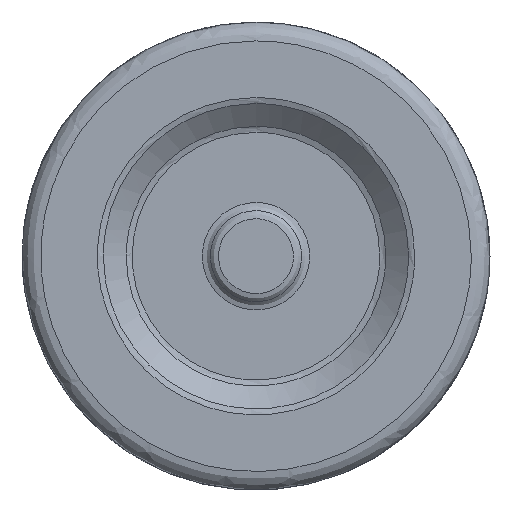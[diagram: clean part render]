
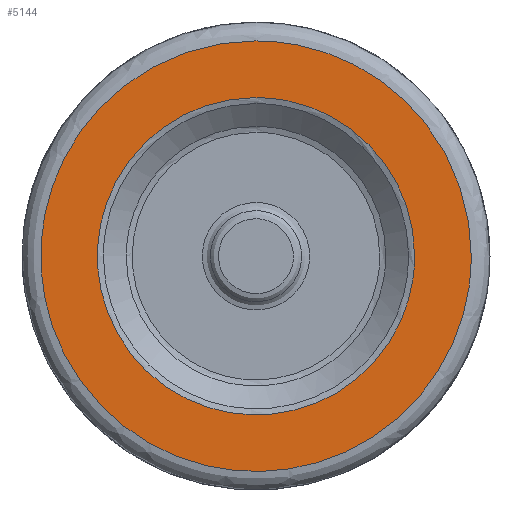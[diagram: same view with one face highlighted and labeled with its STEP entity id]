
A CAD part, front view. The second image highlights one B-rep face of the part: STEP entity #5144.
In plain terms, the highlighted free-form (B-spline) face has degree [1, 1] with [2, 2] control points.
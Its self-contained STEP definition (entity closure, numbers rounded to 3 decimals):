
#5087 = EDGE_CURVE('',#5088,#5090,#5092,.T.);
#5088 = VERTEX_POINT('',#5089);
#5089 = CARTESIAN_POINT('',(23.,0.,0.));
#5090 = VERTEX_POINT('',#5091);
#5091 = CARTESIAN_POINT('',(0.,0.,23.));
#5092 = ( BOUNDED_CURVE() B_SPLINE_CURVE(2,(#5093,#5094,#5095),
.UNSPECIFIED.,.F.,.F.) B_SPLINE_CURVE_WITH_KNOTS((3,3),(0.,
1.571),.PIECEWISE_BEZIER_KNOTS.) CURVE() 
GEOMETRIC_REPRESENTATION_ITEM() RATIONAL_B_SPLINE_CURVE((1.,
0.707,1.)) REPRESENTATION_ITEM('') );
#5093 = CARTESIAN_POINT('',(23.,0.,0.));
#5094 = CARTESIAN_POINT('',(23.,0.,23.));
#5095 = CARTESIAN_POINT('',(0.,0.,23.));
#5097 = EDGE_CURVE('',#5090,#5088,#5098,.T.);
#5098 = ( BOUNDED_CURVE() B_SPLINE_CURVE(2,(#5099,#5100,#5101,#5102,
#5103,#5104,#5105),.UNSPECIFIED.,.F.,.F.) B_SPLINE_CURVE_WITH_KNOTS((3,2
    ,2,3),(1.571,3.142,4.712,6.283),
.UNSPECIFIED.) CURVE() GEOMETRIC_REPRESENTATION_ITEM() 
RATIONAL_B_SPLINE_CURVE((1.,0.707,1.,0.707,1.,
0.707,1.)) REPRESENTATION_ITEM('') );
#5099 = CARTESIAN_POINT('',(0.,0.,23.));
#5100 = CARTESIAN_POINT('',(-23.,0.,23.));
#5101 = CARTESIAN_POINT('',(-23.,0.,0.));
#5102 = CARTESIAN_POINT('',(-23.,0.,-23.));
#5103 = CARTESIAN_POINT('',(0.,0.,-23.));
#5104 = CARTESIAN_POINT('',(23.,0.,-23.));
#5105 = CARTESIAN_POINT('',(23.,0.,0.));
#5144 = ADVANCED_FACE('',(#5145,#5149),#5171,.T.);
#5145 = FACE_BOUND('',#5146,.T.);
#5146 = EDGE_LOOP('',(#5147,#5148));
#5147 = ORIENTED_EDGE('',*,*,#5087,.T.);
#5148 = ORIENTED_EDGE('',*,*,#5097,.T.);
#5149 = FACE_BOUND('',#5150,.T.);
#5150 = EDGE_LOOP('',(#5151,#5161));
#5151 = ORIENTED_EDGE('',*,*,#5152,.F.);
#5152 = EDGE_CURVE('',#5153,#5155,#5157,.T.);
#5153 = VERTEX_POINT('',#5154);
#5154 = CARTESIAN_POINT('',(16.948,0.,0.));
#5155 = VERTEX_POINT('',#5156);
#5156 = CARTESIAN_POINT('',(0.,0.,16.948));
#5157 = ( BOUNDED_CURVE() B_SPLINE_CURVE(2,(#5158,#5159,#5160),
.UNSPECIFIED.,.F.,.F.) B_SPLINE_CURVE_WITH_KNOTS((3,3),(0.,
1.571),.PIECEWISE_BEZIER_KNOTS.) CURVE() 
GEOMETRIC_REPRESENTATION_ITEM() RATIONAL_B_SPLINE_CURVE((1.,
0.707,1.)) REPRESENTATION_ITEM('') );
#5158 = CARTESIAN_POINT('',(16.948,0.,0.));
#5159 = CARTESIAN_POINT('',(16.948,0.,16.948));
#5160 = CARTESIAN_POINT('',(0.,0.,16.948));
#5161 = ORIENTED_EDGE('',*,*,#5162,.F.);
#5162 = EDGE_CURVE('',#5155,#5153,#5163,.T.);
#5163 = ( BOUNDED_CURVE() B_SPLINE_CURVE(2,(#5164,#5165,#5166,#5167,
#5168,#5169,#5170),.UNSPECIFIED.,.F.,.F.) B_SPLINE_CURVE_WITH_KNOTS((3,2
    ,2,3),(1.571,3.142,4.712,6.283),
.UNSPECIFIED.) CURVE() GEOMETRIC_REPRESENTATION_ITEM() 
RATIONAL_B_SPLINE_CURVE((1.,0.707,1.,0.707,1.,
0.707,1.)) REPRESENTATION_ITEM('') );
#5164 = CARTESIAN_POINT('',(0.,0.,16.948));
#5165 = CARTESIAN_POINT('',(-16.948,0.,16.948));
#5166 = CARTESIAN_POINT('',(-16.948,0.,0.));
#5167 = CARTESIAN_POINT('',(-16.948,0.,-16.948));
#5168 = CARTESIAN_POINT('',(0.,0.,-16.948));
#5169 = CARTESIAN_POINT('',(16.948,0.,-16.948));
#5170 = CARTESIAN_POINT('',(16.948,0.,0.));
#5171 = B_SPLINE_SURFACE_WITH_KNOTS('',1,1,(
    (#5172,#5173)
    ,(#5174,#5175
    )),.UNSPECIFIED.,.F.,.F.,.F.,(2,2),(2,2),(-2.301,
    2.301),(-3.996,0.606),
  .PIECEWISE_BEZIER_KNOTS.);
#5172 = CARTESIAN_POINT('',(-23.01,0.,
    23.01));
#5173 = CARTESIAN_POINT('',(23.01,0.,
    23.01));
#5174 = CARTESIAN_POINT('',(-23.01,0.,
    -23.01));
#5175 = CARTESIAN_POINT('',(23.01,0.,
    -23.01));
